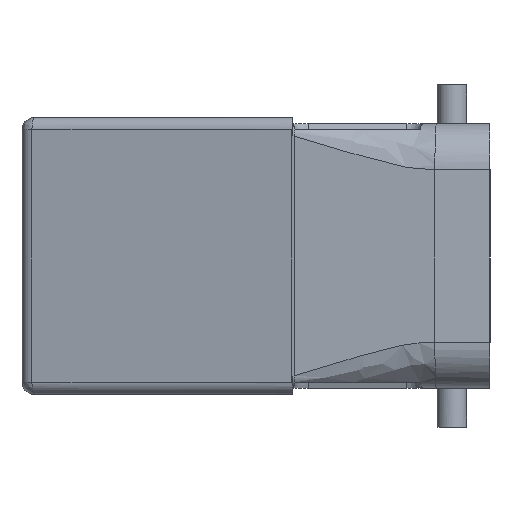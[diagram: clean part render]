
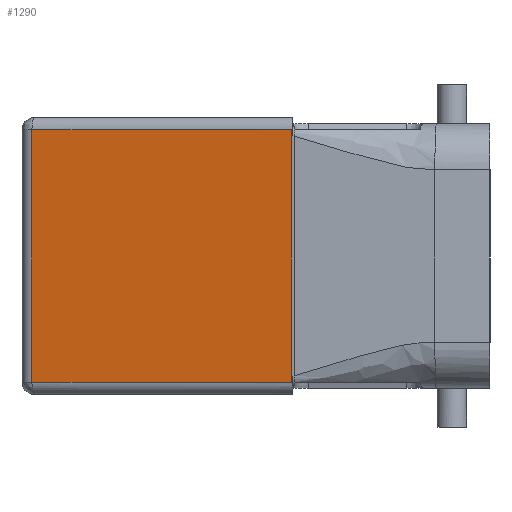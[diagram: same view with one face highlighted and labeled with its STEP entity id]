
A CAD part, left-side view. The second image highlights one B-rep face of the part: STEP entity #1290.
In plain terms, the highlighted planar face has unit normal (-0.982, 0.191, 0).
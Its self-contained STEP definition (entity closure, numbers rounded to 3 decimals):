
#1290=ADVANCED_FACE('',(#1672),#1491,.T.);
#1491=PLANE('',#5330);
#1672=FACE_OUTER_BOUND('',#1904,.T.);
#1904=EDGE_LOOP('',(#2692,#2693,#2694,#2695));
#2692=ORIENTED_EDGE('',*,*,#3966,.T.);
#2693=ORIENTED_EDGE('',*,*,#3967,.T.);
#2694=ORIENTED_EDGE('',*,*,#3968,.T.);
#2695=ORIENTED_EDGE('',*,*,#3969,.T.);
#3452=VERTEX_POINT('',#7971);
#3453=VERTEX_POINT('',#7972);
#3454=VERTEX_POINT('',#7974);
#3455=VERTEX_POINT('',#7976);
#3966=EDGE_CURVE('',#3452,#3453,#4471,.T.);
#3967=EDGE_CURVE('',#3453,#3454,#4472,.T.);
#3968=EDGE_CURVE('',#3454,#3455,#4473,.T.);
#3969=EDGE_CURVE('',#3455,#3452,#4474,.T.);
#4471=LINE('',#7970,#4886);
#4472=LINE('',#7973,#4887);
#4473=LINE('',#7975,#4888);
#4474=LINE('',#7977,#4889);
#4886=VECTOR('',#6144,1.);
#4887=VECTOR('',#6145,1.);
#4888=VECTOR('',#6146,1.);
#4889=VECTOR('',#6147,1.);
#5330=AXIS2_PLACEMENT_3D('',#7978,#6148,#6149);
#6144=DIRECTION('',(0.,0.,-1.));
#6145=DIRECTION('',(-0.191,-0.982,0.));
#6146=DIRECTION('',(0.,0.,1.));
#6147=DIRECTION('',(0.191,0.982,0.));
#6148=DIRECTION('',(-0.982,0.191,0.));
#6149=DIRECTION('',(-0.191,-0.982,0.));
#7970=CARTESIAN_POINT('',(-50.012,65.382,20.5));
#7971=CARTESIAN_POINT('',(-50.012,65.382,20.5));
#7972=CARTESIAN_POINT('',(-50.012,65.382,-20.5));
#7973=CARTESIAN_POINT('',(-50.012,65.382,-20.5));
#7974=CARTESIAN_POINT('',(-58.195,23.285,-20.5));
#7975=CARTESIAN_POINT('',(-58.195,23.285,-20.5));
#7976=CARTESIAN_POINT('',(-58.195,23.285,20.5));
#7977=CARTESIAN_POINT('',(-58.195,23.285,20.5));
#7978=CARTESIAN_POINT('',(-49.251,69.298,-22.6));
